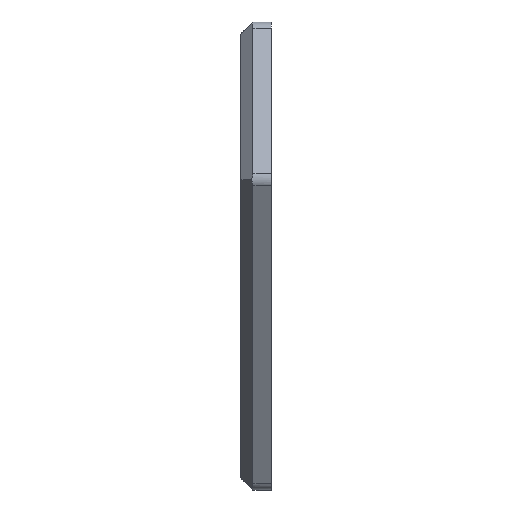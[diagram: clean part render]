
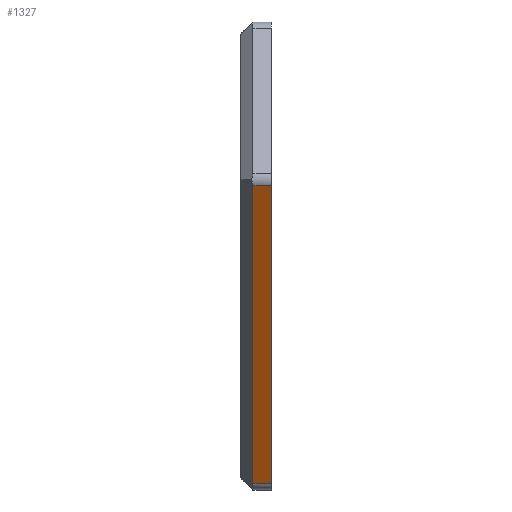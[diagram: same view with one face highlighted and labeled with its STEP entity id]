
A CAD part, left-side view. The second image highlights one B-rep face of the part: STEP entity #1327.
In plain terms, the highlighted planar face has unit normal (-0.866, 0, -0.5).
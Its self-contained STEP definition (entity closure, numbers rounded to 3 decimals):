
#12 = VERTEX_POINT ( 'NONE', #3964 ) ;
#62 = DIRECTION ( 'NONE',  ( 0., -1., 0. ) ) ;
#123 = EDGE_CURVE ( 'NONE', #1334, #1020, #3014, .T. ) ;
#457 = VECTOR ( 'NONE', #2381, 1000. ) ;
#532 = VECTOR ( 'NONE', #62, 1000. ) ;
#548 = VECTOR ( 'NONE', #1131, 1000. ) ;
#676 = CARTESIAN_POINT ( 'NONE',  ( -44.306, 0., 7.459 ) ) ;
#887 = ORIENTED_EDGE ( 'NONE', *, *, #1350, .T. ) ;
#1005 = LINE ( 'NONE', #3634, #457 ) ;
#1020 = VERTEX_POINT ( 'NONE', #3484 ) ;
#1071 = PLANE ( 'NONE',  #3373 ) ;
#1120 = DIRECTION ( 'NONE',  ( -0.5, 0., 0.866 ) ) ;
#1131 = DIRECTION ( 'NONE',  ( 0.5, 0., -0.866 ) ) ;
#1178 = EDGE_CURVE ( 'NONE', #12, #1374, #3125, .T. ) ;
#1327 = ADVANCED_FACE ( 'NONE', ( #2070 ), #1071, .F. ) ;
#1334 = VERTEX_POINT ( 'NONE', #3973 ) ;
#1350 = EDGE_CURVE ( 'NONE', #1374, #1334, #1005, .T. ) ;
#1371 = DIRECTION ( 'NONE',  ( 0.866, 0., 0.5 ) ) ;
#1374 = VERTEX_POINT ( 'NONE', #676 ) ;
#1382 = EDGE_CURVE ( 'NONE', #1020, #12, #1694, .T. ) ;
#1654 = CARTESIAN_POINT ( 'NONE',  ( -15.694, 0., -42.1 ) ) ;
#1686 = CARTESIAN_POINT ( 'NONE',  ( 0., 3., -69.282 ) ) ;
#1694 = LINE ( 'NONE', #1654, #532 ) ;
#1806 = ORIENTED_EDGE ( 'NONE', *, *, #1178, .T. ) ;
#2003 = VECTOR ( 'NONE', #1120, 1000. ) ;
#2070 = FACE_OUTER_BOUND ( 'NONE', #2577, .T. ) ;
#2164 = CARTESIAN_POINT ( 'NONE',  ( 0., 0., -69.282 ) ) ;
#2381 = DIRECTION ( 'NONE',  ( 0., 1., 0. ) ) ;
#2577 = EDGE_LOOP ( 'NONE', ( #1806, #887, #4099, #3682 ) ) ;
#2981 = DIRECTION ( 'NONE',  ( 0.5, 0., -0.866 ) ) ;
#3014 = LINE ( 'NONE', #1686, #548 ) ;
#3125 = LINE ( 'NONE', #2164, #2003 ) ;
#3373 = AXIS2_PLACEMENT_3D ( 'NONE', #3661, #1371, #2981 ) ;
#3484 = CARTESIAN_POINT ( 'NONE',  ( -15.694, 3., -42.1 ) ) ;
#3634 = CARTESIAN_POINT ( 'NONE',  ( -44.306, 3., 7.459 ) ) ;
#3661 = CARTESIAN_POINT ( 'NONE',  ( 0., 5., -69.282 ) ) ;
#3682 = ORIENTED_EDGE ( 'NONE', *, *, #1382, .T. ) ;
#3964 = CARTESIAN_POINT ( 'NONE',  ( -15.694, 0., -42.1 ) ) ;
#3973 = CARTESIAN_POINT ( 'NONE',  ( -44.306, 3., 7.459 ) ) ;
#4099 = ORIENTED_EDGE ( 'NONE', *, *, #123, .T. ) ;
